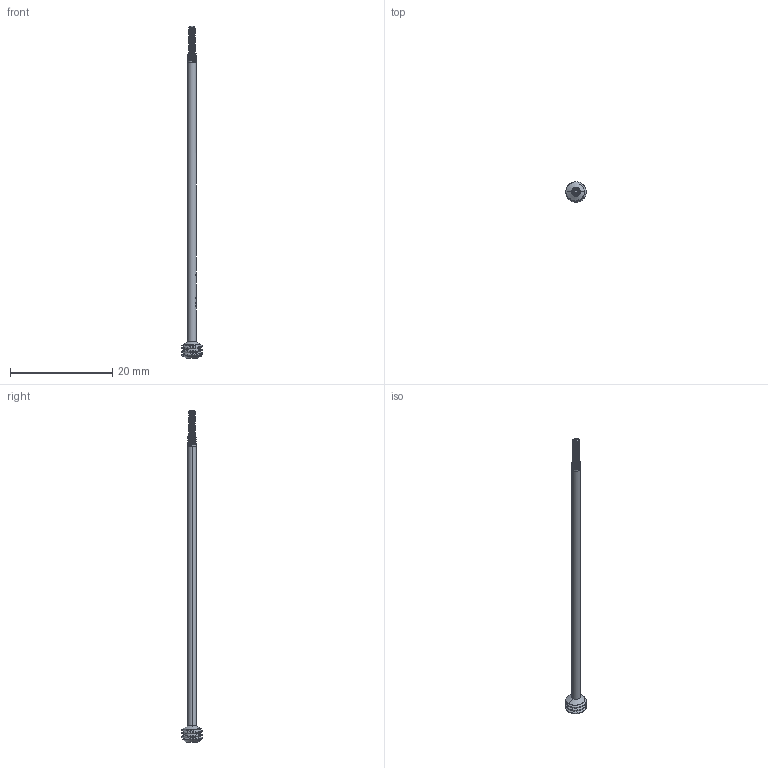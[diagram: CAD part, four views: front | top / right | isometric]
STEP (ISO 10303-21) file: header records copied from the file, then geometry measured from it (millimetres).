
FILE_DESCRIPTION (( 'STEP AP214' ), '1' );
FILE_NAME ('MOD-BZ-100-02-1.STEP', '2021-01-25T13:54:18', ( '' ), ( '' ), 'SwSTEP 2.0', 'SolidWorks 2020', '' );
FILE_SCHEMA (( 'AUTOMOTIVE_DESIGN' ));
Length unit declared in the file: millimetre
Products named in the file (1): MOD-BZ-100-02-1
Bounding box: 4 x 4 x 65 mm (x, y, z)
Volume: 162.5 mm3; surface area: 399.6 mm2
Topology: 1 solids, 1 shells, 347 faces, 1005 edges, 668 vertices
Faces by surface type: bspline 129, plane 105, cylinder 67, cone 46
Entity records: 28657 total; most frequent: CARTESIAN_POINT 20810, ORIENTED_EDGE 2010, DIRECTION 1062, EDGE_CURVE 1005, VERTEX_POINT 668, B_SPLINE_CURVE_WITH_KNOTS 532, AXIS2_PLACEMENT_3D 387, EDGE_LOOP 355
